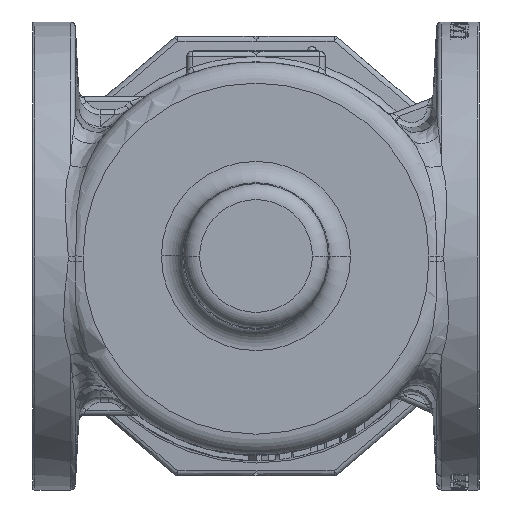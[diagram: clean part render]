
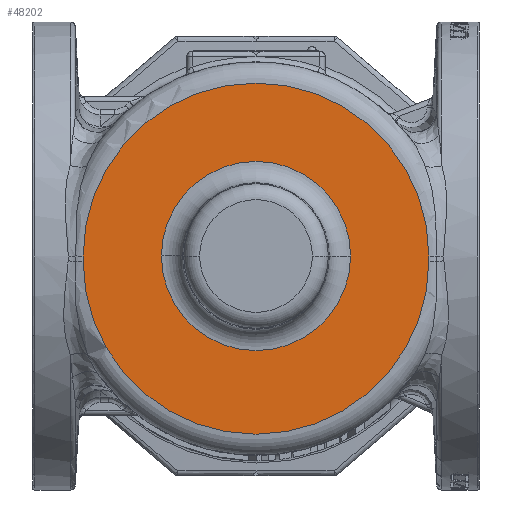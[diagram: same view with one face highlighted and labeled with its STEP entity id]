
A CAD part, front view. The second image highlights one B-rep face of the part: STEP entity #48202.
In plain terms, the highlighted planar face has unit normal (0, -1, 0).
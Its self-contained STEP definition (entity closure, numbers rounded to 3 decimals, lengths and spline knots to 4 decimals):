
#19315=CARTESIAN_POINT('',(0.,-5.563,0.));
#19316=DIRECTION('',(0.,1.,0.));
#19317=DIRECTION('',(-1.,0.,0.));
#19318=AXIS2_PLACEMENT_3D('',#19315,#19316,#19317);
#19320=DIRECTION('',(0.,0.,-1.));
#19321=VECTOR('',#19320,0.125);
#19322=CARTESIAN_POINT('',(4.0625,-5.563,0.));
#19323=LINE('',#19322,#19321);
#19324=CARTESIAN_POINT('',(0.,-5.563,-0.125));
#19325=DIRECTION('',(0.,1.,0.));
#19326=DIRECTION('',(1.,0.,0.));
#19327=AXIS2_PLACEMENT_3D('',#19324,#19325,#19326);
#19329=DIRECTION('',(0.,0.,1.));
#19330=VECTOR('',#19329,0.125);
#19331=CARTESIAN_POINT('',(-4.0625,-5.563,-0.125));
#19332=LINE('',#19331,#19330);
#19333=CARTESIAN_POINT('',(0.,-5.563,0.));
#19334=DIRECTION('',(0.,-1.,0.));
#19335=DIRECTION('',(-1.,0.,0.));
#19336=AXIS2_PLACEMENT_3D('',#19333,#19334,#19335);
#19338=CARTESIAN_POINT('',(0.,-5.563,0.));
#19339=DIRECTION('',(0.,-1.,0.));
#19340=DIRECTION('',(1.,0.,0.));
#19341=AXIS2_PLACEMENT_3D('',#19338,#19339,#19340);
#28104=CARTESIAN_POINT('',(-4.0625,-5.563,0.));
#28105=CARTESIAN_POINT('',(4.0625,-5.563,0.));
#28106=VERTEX_POINT('',#28104);
#28107=VERTEX_POINT('',#28105);
#28108=CARTESIAN_POINT('',(4.0625,-5.563,-0.125));
#28109=VERTEX_POINT('',#28108);
#28110=CARTESIAN_POINT('',(-4.0625,-5.563,-0.125));
#28111=VERTEX_POINT('',#28110);
#28120=CARTESIAN_POINT('',(-2.2227,-5.563,0.));
#28121=CARTESIAN_POINT('',(2.2227,-5.563,0.));
#28122=VERTEX_POINT('',#28120);
#28123=VERTEX_POINT('',#28121);
#48184=CARTESIAN_POINT('',(0.,-5.563,0.));
#48185=DIRECTION('',(0.,1.,0.));
#48186=DIRECTION('',(1.,0.,0.));
#48187=AXIS2_PLACEMENT_3D('',#48184,#48185,#48186);
#48188=PLANE('',#48187);
#48189=ORIENTED_EDGE('',*,*,#44422,.T.);
#48191=ORIENTED_EDGE('',*,*,#48190,.T.);
#48192=ORIENTED_EDGE('',*,*,#44800,.T.);
#48193=ORIENTED_EDGE('',*,*,#48178,.T.);
#48194=EDGE_LOOP('',(#48189,#48191,#48192,#48193));
#48195=FACE_OUTER_BOUND('',#48194,.F.);
#48197=ORIENTED_EDGE('',*,*,#48196,.T.);
#48199=ORIENTED_EDGE('',*,*,#48198,.T.);
#48200=EDGE_LOOP('',(#48197,#48199));
#48201=FACE_BOUND('',#48200,.F.);
#19319=CIRCLE('',#19318,4.0625);
#19328=CIRCLE('',#19327,4.0625);
#19337=CIRCLE('',#19336,2.2227);
#19342=CIRCLE('',#19341,2.2227);
#44422=EDGE_CURVE('',#28106,#28107,#19319,.T.);
#44800=EDGE_CURVE('',#28109,#28111,#19328,.T.);
#48178=EDGE_CURVE('',#28111,#28106,#19332,.T.);
#48190=EDGE_CURVE('',#28107,#28109,#19323,.T.);
#48196=EDGE_CURVE('',#28122,#28123,#19337,.T.);
#48198=EDGE_CURVE('',#28123,#28122,#19342,.T.);
#48202=ADVANCED_FACE('',(#48195,#48201),#48188,.F.);
